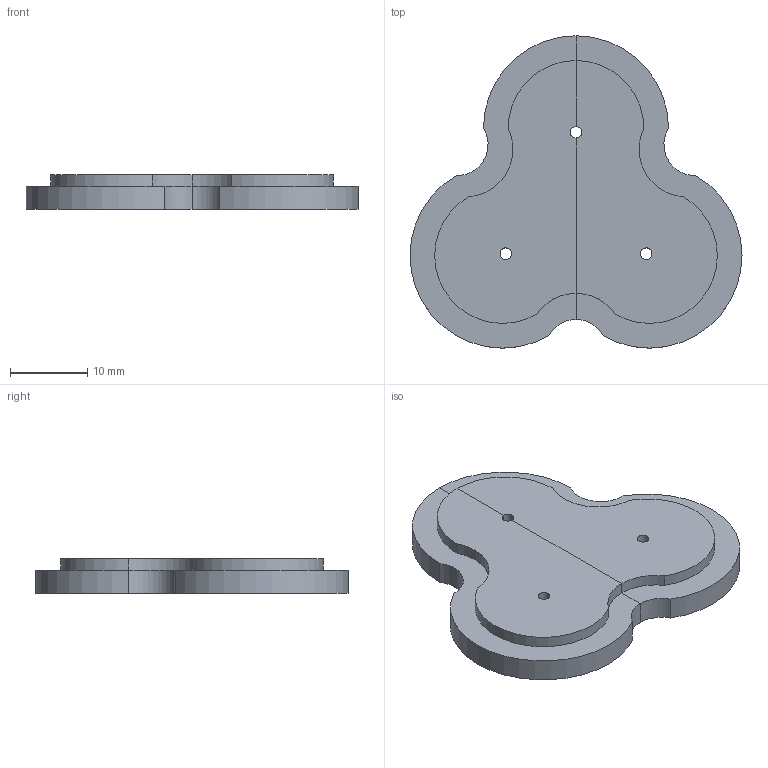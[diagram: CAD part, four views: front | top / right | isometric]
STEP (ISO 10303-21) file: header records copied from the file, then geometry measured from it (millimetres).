
FILE_DESCRIPTION(('Open CASCADE Model'),'2;1');
FILE_NAME('Open CASCADE Shape Model','2020-04-29T13:06:34',('Author'),( 'Open CASCADE'),'Open CASCADE STEP processor 7.3','Open CASCADE 7.3' ,'Unknown');
FILE_SCHEMA(('AUTOMOTIVE_DESIGN { 1 0 10303 214 1 1 1 1 }'));
Length unit declared in the file: millimetre
Products named in the file (140): Open CASCADE STEP translator 7.3 1; Open CASCADE STEP translator 7.3 1.1; Open CASCADE STEP translator 7.3 1.2; Open CASCADE STEP translator 7.3 1.3; Open CASCADE STEP translator 7.3 1.4; Open CASCADE STEP translator 7.3 1.5; Open CASCADE STEP translator 7.3 1.6; Open CASCADE STEP translator 7.3 1.7; Open CASCADE STEP translator 7.3 1.8; Open CASCADE STEP translator 7.3 1.9; Open CASCADE STEP translator 7.3 1.10; Open CASCADE STEP translator 7.3 1.11; Open CASCADE STEP translator 7.3 1.12; Open CASCADE STEP translator 7.3 1.13; Open CASCADE STEP translator 7.3 1.14; Open CASCADE STEP translator 7.3 1.15; Open CASCADE STEP translator 7.3 1.16; Open CASCADE STEP translator 7.3 1.17; Open CASCADE STEP translator 7.3 1.18; Open CASCADE STEP translator 7.3 1.19; Open CASCADE STEP translator 7.3 1.20; Open CASCADE STEP translator 7.3 1.21; Open CASCADE STEP translator 7.3 1.22; Open CASCADE STEP translator 7.3 1.23; Open CASCADE STEP translator 7.3 1.24; Open CASCADE STEP translator 7.3 1.25; Open CASCADE STEP translator 7.3 1.26; Open CASCADE STEP translator 7.3 1.27; Open CASCADE STEP translator 7.3 1.28; Open CASCADE STEP translator 7.3 1.29; Open CASCADE STEP translator 7.3 1.30; Open CASCADE STEP translator 7.3 1.31; Open CASCADE STEP translator 7.3 1.32; Open CASCADE STEP translator 7.3 1.33; Open CASCADE STEP translator 7.3 1.34; Open CASCADE STEP translator 7.3 1.35; Open CASCADE STEP translator 7.3 1.36; Open CASCADE STEP translator 7.3 1.37; Open CASCADE STEP translator 7.3 1.38; Open CASCADE STEP translator 7.3 1.39 ...
Assembly tree (139 placements, depth 2):
  Open CASCADE STEP translator 7.3 1
    Open CASCADE STEP translator 7.3 1.1
    Open CASCADE STEP translator 7.3 1.2
    Open CASCADE STEP translator 7.3 1.3
    Open CASCADE STEP translator 7.3 1.4
    Open CASCADE STEP translator 7.3 1.5
    Open CASCADE STEP translator 7.3 1.6
    Open CASCADE STEP translator 7.3 1.7
    Open CASCADE STEP translator 7.3 1.8
    Open CASCADE STEP translator 7.3 1.9
    Open CASCADE STEP translator 7.3 1.10
    Open CASCADE STEP translator 7.3 1.11
    Open CASCADE STEP translator 7.3 1.12
    Open CASCADE STEP translator 7.3 1.13
    Open CASCADE STEP translator 7.3 1.14
    Open CASCADE STEP translator 7.3 1.15
    Open CASCADE STEP translator 7.3 1.16
    Open CASCADE STEP translator 7.3 1.17
    Open CASCADE STEP translator 7.3 1.18
    Open CASCADE STEP translator 7.3 1.19
    Open CASCADE STEP translator 7.3 1.20
    Open CASCADE STEP translator 7.3 1.21
    Open CASCADE STEP translator 7.3 1.22
    Open CASCADE STEP translator 7.3 1.23
    Open CASCADE STEP translator 7.3 1.24
    Open CASCADE STEP translator 7.3 1.25
    Open CASCADE STEP translator 7.3 1.26
    Open CASCADE STEP translator 7.3 1.27
    Open CASCADE STEP translator 7.3 1.28
    Open CASCADE STEP translator 7.3 1.29
    Open CASCADE STEP translator 7.3 1.30
    Open CASCADE STEP translator 7.3 1.31
    Open CASCADE STEP translator 7.3 1.32
    Open CASCADE STEP translator 7.3 1.33
    Open CASCADE STEP translator 7.3 1.34
    Open CASCADE STEP translator 7.3 1.35
    Open CASCADE STEP translator 7.3 1.36
    Open CASCADE STEP translator 7.3 1.37
    Open CASCADE STEP translator 7.3 1.38
    Open CASCADE STEP translator 7.3 1.39
    Open CASCADE STEP translator 7.3 1.40
    Open CASCADE STEP translator 7.3 1.41
    Open CASCADE STEP translator 7.3 1.42
    Open CASCADE STEP translator 7.3 1.43
    Open CASCADE STEP translator 7.3 1.44
    Open CASCADE STEP translator 7.3 1.45
    Open CASCADE STEP translator 7.3 1.46
    Open CASCADE STEP translator 7.3 1.47
    Open CASCADE STEP translator 7.3 1.48
    Open CASCADE STEP translator 7.3 1.49
    Open CASCADE STEP translator 7.3 1.50
    Open CASCADE STEP translator 7.3 1.51
    Open CASCADE STEP translator 7.3 1.52
    Open CASCADE STEP translator 7.3 1.53
    Open CASCADE STEP translator 7.3 1.54
    Open CASCADE STEP translator 7.3 1.55
    Open CASCADE STEP translator 7.3 1.56
    Open CASCADE STEP translator 7.3 1.57
    Open CASCADE STEP translator 7.3 1.58
    Open CASCADE STEP translator 7.3 1.59
Bounding box: 43.05 x 40.5 x 4.5 mm (x, y, z)
Volume: 4806.5 mm3; surface area: 9211.5 mm2
Topology: 1 solids, 30 shells, 84 faces, 528 edges, 732 vertices
Faces by surface type: cylinder 66, plane 18
Full cylindrical faces by diameter (mm): 1.5 x6
Entity records: 10987 total; most frequent: CARTESIAN_POINT 2372, DIRECTION 1650, AXIS2_PLACEMENT_3D 532, LINE 520, VECTOR 520, ORIENTED_EDGE 456, PCURVE 456, DEFINITIONAL_REPRESENTATION 456
